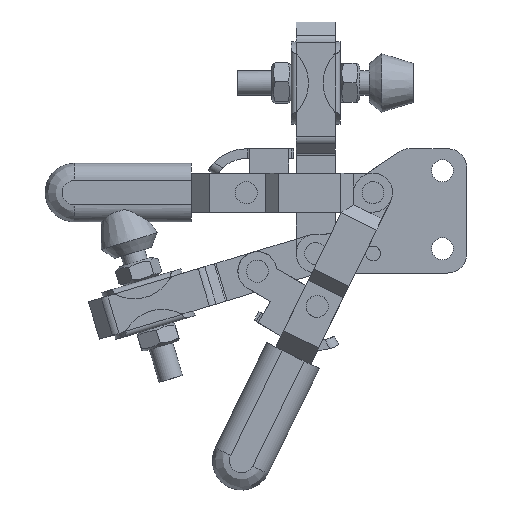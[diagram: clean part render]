
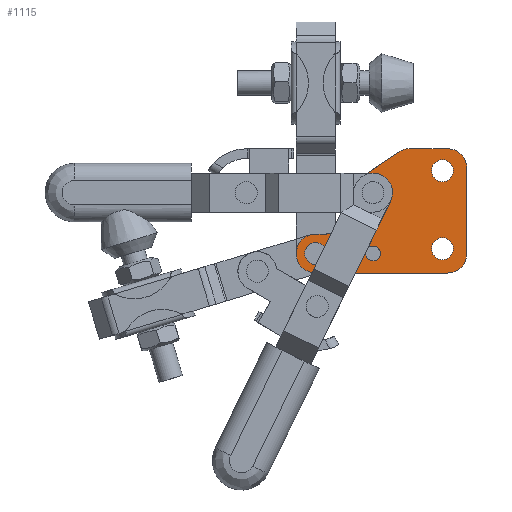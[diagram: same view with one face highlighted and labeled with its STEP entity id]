
A CAD part, left-side view. The second image highlights one B-rep face of the part: STEP entity #1115.
In plain terms, the highlighted planar face has unit normal (-1, 0, 0).
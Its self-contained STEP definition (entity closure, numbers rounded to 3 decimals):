
#914=CARTESIAN_POINT('',(-4.,2.5,0.));
#915=DIRECTION('',(-1.0,0.0,0.0));
#916=DIRECTION('',(0.0,0.0,1.0));
#917=AXIS2_PLACEMENT_3D('',#914,#915,#916);
#918=PLANE('',#917);
#919=CARTESIAN_POINT('',(-4.,9.466,20.5));
#920=VERTEX_POINT('',#919);
#921=CARTESIAN_POINT('',(-4.,8.25,20.5));
#922=VERTEX_POINT('',#921);
#923=CARTESIAN_POINT('',(-4.,9.466,20.5));
#924=DIRECTION('',(0.0,-1.0,0.0));
#925=VECTOR('',#924,1.216);
#926=LINE('',#923,#925);
#927=EDGE_CURVE('',#920,#922,#926,.T.);
#928=ORIENTED_EDGE('',*,*,#927,.T.);
#929=CARTESIAN_POINT('',(-4.,4.658,14.74));
#930=VERTEX_POINT('',#929);
#931=CARTESIAN_POINT('',(-4.,8.25,16.5));
#932=DIRECTION('',(-1.,0.,0.));
#933=DIRECTION('',(0.,-0.707,0.707));
#934=AXIS2_PLACEMENT_3D('',#931,#932,#933);
#935=CIRCLE('',#934,4.0);
#936=EDGE_CURVE('',#930,#922,#935,.T.);
#937=ORIENTED_EDGE('',*,*,#936,.F.);
#938=CARTESIAN_POINT('',(-4.,6.783,10.404));
#939=VERTEX_POINT('',#938);
#940=CARTESIAN_POINT('',(-4.,6.783,10.404));
#941=DIRECTION('',(0.,-0.44,0.898));
#942=VECTOR('',#941,4.828);
#943=LINE('',#940,#942);
#944=EDGE_CURVE('',#939,#930,#943,.T.);
#945=ORIENTED_EDGE('',*,*,#944,.F.);
#946=CARTESIAN_POINT('',(-4.,11.06,12.5));
#947=VERTEX_POINT('',#946);
#948=CARTESIAN_POINT('',(-4.,6.783,10.404));
#949=DIRECTION('',(0.,0.898,0.44));
#950=VECTOR('',#949,4.763);
#951=LINE('',#948,#950);
#952=EDGE_CURVE('',#939,#947,#951,.T.);
#953=ORIENTED_EDGE('',*,*,#952,.T.);
#954=CARTESIAN_POINT('',(-4.,13.078,12.5));
#955=VERTEX_POINT('',#954);
#956=CARTESIAN_POINT('',(-4.,11.06,12.5));
#957=DIRECTION('',(0.0,1.0,0.0));
#958=VECTOR('',#957,2.018);
#959=LINE('',#956,#958);
#960=EDGE_CURVE('',#947,#955,#959,.T.);
#961=ORIENTED_EDGE('',*,*,#960,.T.);
#962=CARTESIAN_POINT('',(-4.,13.078,13.489));
#963=VERTEX_POINT('',#962);
#964=CARTESIAN_POINT('',(-4.,13.078,13.489));
#965=DIRECTION('',(0.0,0.0,-1.0));
#966=VECTOR('',#965,0.989);
#967=LINE('',#964,#966);
#968=EDGE_CURVE('',#963,#955,#967,.T.);
#969=ORIENTED_EDGE('',*,*,#968,.F.);
#970=CARTESIAN_POINT('',(-4.,13.322,13.608));
#971=VERTEX_POINT('',#970);
#972=CARTESIAN_POINT('',(-4.,13.078,13.489));
#973=DIRECTION('',(0.,0.898,0.44));
#974=VECTOR('',#973,0.271);
#975=LINE('',#972,#974);
#976=EDGE_CURVE('',#963,#971,#975,.T.);
#977=ORIENTED_EDGE('',*,*,#976,.T.);
#978=CARTESIAN_POINT('',(-4.,14.176,10.826));
#979=VERTEX_POINT('',#978);
#980=CARTESIAN_POINT('',(-4.,14.176,10.826));
#981=DIRECTION('',(0.,-0.293,0.956));
#982=VECTOR('',#981,2.91);
#983=LINE('',#980,#982);
#984=EDGE_CURVE('',#979,#971,#983,.T.);
#985=ORIENTED_EDGE('',*,*,#984,.F.);
#986=CARTESIAN_POINT('',(-4.,18.,8.));
#987=VERTEX_POINT('',#986);
#988=CARTESIAN_POINT('',(-4.,18.,12.));
#989=DIRECTION('',(-1.,0.,0.));
#990=DIRECTION('',(0.,0.956,0.293));
#991=AXIS2_PLACEMENT_3D('',#988,#989,#990);
#992=CIRCLE('',#991,4.0);
#993=EDGE_CURVE('',#987,#979,#992,.T.);
#994=ORIENTED_EDGE('',*,*,#993,.F.);
#995=CARTESIAN_POINT('',(-4.,20.,8.));
#996=VERTEX_POINT('',#995);
#997=CARTESIAN_POINT('',(-4.,20.,8.));
#998=DIRECTION('',(0.0,-1.0,0.0));
#999=VECTOR('',#998,2.0);
#1000=LINE('',#997,#999);
#1001=EDGE_CURVE('',#996,#987,#1000,.T.);
#1002=ORIENTED_EDGE('',*,*,#1001,.F.);
#1003=CARTESIAN_POINT('',(-4.,20.,0.));
#1004=VERTEX_POINT('',#1003);
#1005=CARTESIAN_POINT('',(-4.,20.,4.));
#1006=DIRECTION('',(1.0,0.0,0.0));
#1007=DIRECTION('',(0.0,0.0,-1.0));
#1008=AXIS2_PLACEMENT_3D('',#1005,#1006,#1007);
#1009=CIRCLE('',#1008,4.0);
#1010=EDGE_CURVE('',#1004,#996,#1009,.T.);
#1011=ORIENTED_EDGE('',*,*,#1010,.F.);
#1012=CARTESIAN_POINT('',(-4.,-7.,0.));
#1013=VERTEX_POINT('',#1012);
#1014=CARTESIAN_POINT('',(-4.,20.,0.));
#1015=DIRECTION('',(0.0,-1.0,0.0));
#1016=VECTOR('',#1015,27.);
#1017=LINE('',#1014,#1016);
#1018=EDGE_CURVE('',#1004,#1013,#1017,.T.);
#1019=ORIENTED_EDGE('',*,*,#1018,.T.);
#1020=CARTESIAN_POINT('',(-4.,-11.,4.));
#1021=VERTEX_POINT('',#1020);
#1022=CARTESIAN_POINT('',(-4.,-7.,4.));
#1023=DIRECTION('',(-1.0,0.0,0.0));
#1024=DIRECTION('',(0.0,0.0,-1.0));
#1025=AXIS2_PLACEMENT_3D('',#1022,#1023,#1024);
#1026=CIRCLE('',#1025,4.0);
#1027=EDGE_CURVE('',#1013,#1021,#1026,.T.);
#1028=ORIENTED_EDGE('',*,*,#1027,.T.);
#1029=CARTESIAN_POINT('',(-4.,-11.0,21.5));
#1030=VERTEX_POINT('',#1029);
#1031=CARTESIAN_POINT('',(-4.,-11.,4.));
#1032=DIRECTION('',(0.0,0.0,1.0));
#1033=VECTOR('',#1032,17.5);
#1034=LINE('',#1031,#1033);
#1035=EDGE_CURVE('',#1021,#1030,#1034,.T.);
#1036=ORIENTED_EDGE('',*,*,#1035,.T.);
#1037=CARTESIAN_POINT('',(-4.,-7.,25.5));
#1038=VERTEX_POINT('',#1037);
#1039=CARTESIAN_POINT('',(-4.,-7.,21.5));
#1040=DIRECTION('',(-1.0,0.0,0.0));
#1041=DIRECTION('',(0.0,-1.0,0.0));
#1042=AXIS2_PLACEMENT_3D('',#1039,#1040,#1041);
#1043=CIRCLE('',#1042,4.0);
#1044=EDGE_CURVE('',#1030,#1038,#1043,.T.);
#1045=ORIENTED_EDGE('',*,*,#1044,.T.);
#1046=CARTESIAN_POINT('',(-4.,0.784,25.5));
#1047=VERTEX_POINT('',#1046);
#1048=CARTESIAN_POINT('',(-4.,-7.,25.5));
#1049=DIRECTION('',(0.0,1.0,0.0));
#1050=VECTOR('',#1049,7.784);
#1051=LINE('',#1048,#1050);
#1052=EDGE_CURVE('',#1038,#1047,#1051,.T.);
#1053=ORIENTED_EDGE('',*,*,#1052,.T.);
#1054=CARTESIAN_POINT('',(-4.,3.01,24.823));
#1055=VERTEX_POINT('',#1054);
#1056=CARTESIAN_POINT('',(-4.,0.784,21.5));
#1057=DIRECTION('',(1.0,0.,0.));
#1058=DIRECTION('',(0.,0.291,0.957));
#1059=AXIS2_PLACEMENT_3D('',#1056,#1057,#1058);
#1060=CIRCLE('',#1059,4.0);
#1061=EDGE_CURVE('',#1055,#1047,#1060,.T.);
#1062=ORIENTED_EDGE('',*,*,#1061,.F.);
#1063=CARTESIAN_POINT('',(-4.,9.466,20.5));
#1064=DIRECTION('',(0.,-0.831,0.556));
#1065=VECTOR('',#1064,7.77);
#1066=LINE('',#1063,#1065);
#1067=EDGE_CURVE('',#920,#1055,#1066,.T.);
#1068=ORIENTED_EDGE('',*,*,#1067,.F.);
#1069=EDGE_LOOP('',(#928,#937,#945,#953,#961,#969,#977,#985,#994,#1002,#1011,#1019,#1028,#1036,#1045,#1053,#1062,#1068));
#1070=FACE_OUTER_BOUND('',#1069,.T.);
#1071=CARTESIAN_POINT('',(-4.,-6.,7.25));
#1072=VERTEX_POINT('',#1071);
#1073=CARTESIAN_POINT('',(-4.,-6.,5.));
#1074=DIRECTION('',(1.0,0.0,0.0));
#1075=DIRECTION('',(0.0,0.0,-1.0));
#1076=AXIS2_PLACEMENT_3D('',#1073,#1074,#1075);
#1077=CIRCLE('',#1076,2.25);
#1078=EDGE_CURVE('',#1072,#1072,#1077,.T.);
#1079=ORIENTED_EDGE('',*,*,#1078,.T.);
#1080=EDGE_LOOP('',(#1079));
#1081=FACE_BOUND('',#1080,.T.);
#1082=CARTESIAN_POINT('',(-4.,-6.,23.25));
#1083=VERTEX_POINT('',#1082);
#1084=CARTESIAN_POINT('',(-4.,-6.,21.));
#1085=DIRECTION('',(1.0,0.0,0.0));
#1086=DIRECTION('',(0.0,0.0,-1.0));
#1087=AXIS2_PLACEMENT_3D('',#1084,#1085,#1086);
#1088=CIRCLE('',#1087,2.25);
#1089=EDGE_CURVE('',#1083,#1083,#1088,.T.);
#1090=ORIENTED_EDGE('',*,*,#1089,.T.);
#1091=EDGE_LOOP('',(#1090));
#1092=FACE_BOUND('',#1091,.T.);
#1093=CARTESIAN_POINT('',(-4.,6.75,4.));
#1094=VERTEX_POINT('',#1093);
#1095=CARTESIAN_POINT('',(-4.,8.25,4.));
#1096=DIRECTION('',(-1.0,0.0,0.0));
#1097=DIRECTION('',(0.0,1.0,0.0));
#1098=AXIS2_PLACEMENT_3D('',#1095,#1096,#1097);
#1099=CIRCLE('',#1098,1.5);
#1100=EDGE_CURVE('',#1094,#1094,#1099,.T.);
#1101=ORIENTED_EDGE('',*,*,#1100,.F.);
#1102=EDGE_LOOP('',(#1101));
#1103=FACE_BOUND('',#1102,.T.);
#1104=CARTESIAN_POINT('',(-4.,17.75,4.));
#1105=VERTEX_POINT('',#1104);
#1106=CARTESIAN_POINT('',(-4.,20.,4.));
#1107=DIRECTION('',(-1.0,0.,0.));
#1108=DIRECTION('',(0.,0.54,-0.841));
#1109=AXIS2_PLACEMENT_3D('',#1106,#1107,#1108);
#1110=CIRCLE('',#1109,2.25);
#1111=EDGE_CURVE('',#1105,#1105,#1110,.T.);
#1112=ORIENTED_EDGE('',*,*,#1111,.F.);
#1113=EDGE_LOOP('',(#1112));
#1114=FACE_BOUND('',#1113,.T.);
#1115=ADVANCED_FACE('',(#1070,#1081,#1092,#1103,#1114),#918,.T.);
